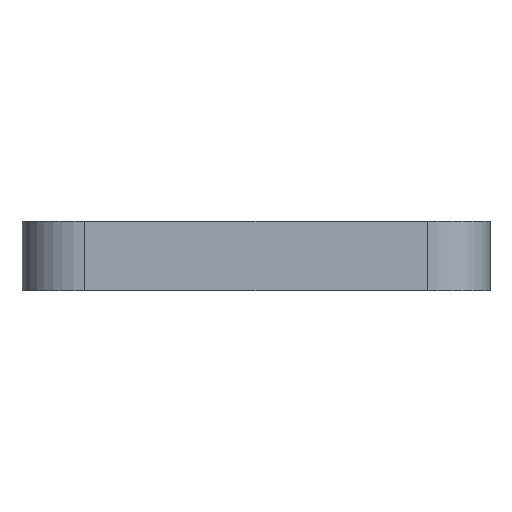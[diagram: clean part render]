
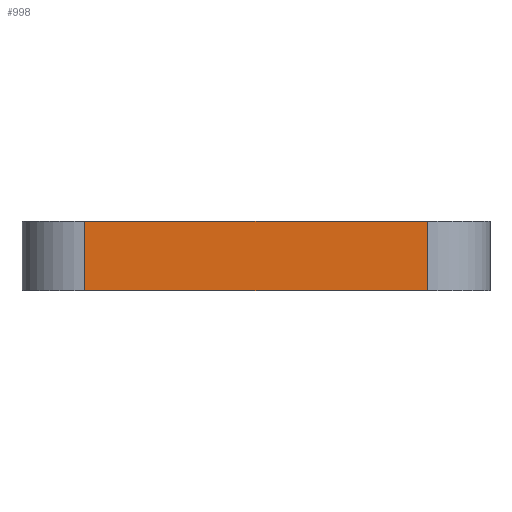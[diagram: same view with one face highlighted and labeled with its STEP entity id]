
A CAD part, front view. The second image highlights one B-rep face of the part: STEP entity #998.
In plain terms, the highlighted planar face has unit normal (0, -1, 0).
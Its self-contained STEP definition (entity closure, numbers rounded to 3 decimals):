
#67 = VERTEX_POINT ( 'NONE', #923 ) ;
#78 = VERTEX_POINT ( 'NONE', #939 ) ;
#89 = VERTEX_POINT ( 'NONE', #929 ) ;
#106 = VERTEX_POINT ( 'NONE', #912 ) ;
#125 = DIRECTION ( 'NONE',  ( 0., 0., 1. ) ) ;
#126 = DIRECTION ( 'NONE',  ( 0., 0., -1. ) ) ;
#131 = CARTESIAN_POINT ( 'NONE',  ( 18., 0., 20. ) ) ;
#145 = CARTESIAN_POINT ( 'NONE',  ( 0., 0., 20. ) ) ;
#147 = DIRECTION ( 'NONE',  ( 1., 0., 0. ) ) ;
#270 = CARTESIAN_POINT ( 'NONE',  ( 0., 0., 0. ) ) ;
#271 = DIRECTION ( 'NONE',  ( 1., 0., 0. ) ) ;
#519 = DIRECTION ( 'NONE',  ( 0., 1., 0. ) ) ;
#522 = DIRECTION ( 'NONE',  ( 0., 0., 1. ) ) ;
#528 = CARTESIAN_POINT ( 'NONE',  ( 0., 0., 20. ) ) ;
#540 = PLANE ( 'NONE',  #1632 ) ;
#563 = CARTESIAN_POINT ( 'NONE',  ( 116., 0., 20. ) ) ;
#675 = VECTOR ( 'NONE', #271, 1000. ) ;
#676 = LINE ( 'NONE', #270, #675 ) ;
#812 = VECTOR ( 'NONE', #147, 1000. ) ;
#814 = LINE ( 'NONE', #145, #812 ) ;
#818 = VECTOR ( 'NONE', #126, 1000. ) ;
#820 = LINE ( 'NONE', #563, #824 ) ;
#824 = VECTOR ( 'NONE', #125, 1000. ) ;
#834 = LINE ( 'NONE', #131, #818 ) ;
#912 = CARTESIAN_POINT ( 'NONE',  ( 18., 0., 20. ) ) ;
#923 = CARTESIAN_POINT ( 'NONE',  ( 116., 0., 20. ) ) ;
#929 = CARTESIAN_POINT ( 'NONE',  ( 116., 0., 0. ) ) ;
#939 = CARTESIAN_POINT ( 'NONE',  ( 18., 0., 0. ) ) ;
#998 = ADVANCED_FACE ( 'NONE', ( #1062 ), #540, .F. ) ;
#1062 = FACE_OUTER_BOUND ( 'NONE', #1325, .T. ) ;
#1082 = ORIENTED_EDGE ( 'NONE', *, *, #1568, .T. ) ;
#1177 = ORIENTED_EDGE ( 'NONE', *, *, #1622, .T. ) ;
#1259 = ORIENTED_EDGE ( 'NONE', *, *, #1567, .T. ) ;
#1302 = ORIENTED_EDGE ( 'NONE', *, *, #1577, .F. ) ;
#1325 = EDGE_LOOP ( 'NONE', ( #1302, #1082, #1177, #1259 ) ) ;
#1567 = EDGE_CURVE ( 'NONE', #89, #67, #820, .T. ) ;
#1568 = EDGE_CURVE ( 'NONE', #106, #78, #834, .T. ) ;
#1577 = EDGE_CURVE ( 'NONE', #106, #67, #814, .T. ) ;
#1622 = EDGE_CURVE ( 'NONE', #78, #89, #676, .T. ) ;
#1632 = AXIS2_PLACEMENT_3D ( 'NONE', #528, #519, #522 ) ;
